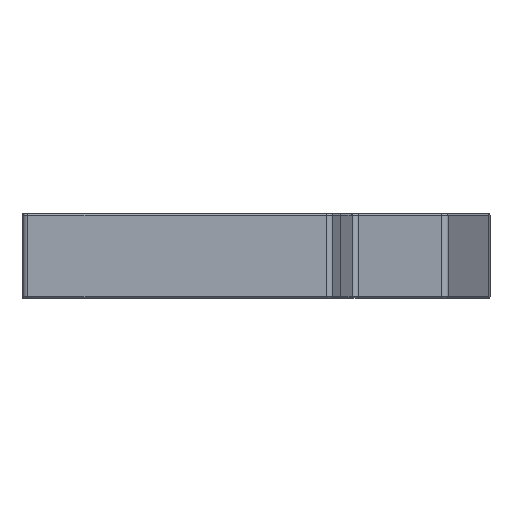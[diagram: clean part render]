
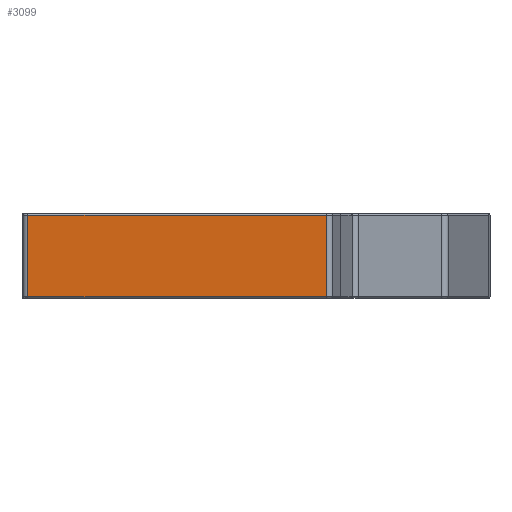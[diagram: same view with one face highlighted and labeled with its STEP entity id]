
A CAD part, left-side view. The second image highlights one B-rep face of the part: STEP entity #3099.
In plain terms, the highlighted planar face has unit normal (-0.998, 0.069, 0).
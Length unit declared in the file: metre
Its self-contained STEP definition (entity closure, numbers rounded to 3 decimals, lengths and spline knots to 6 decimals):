
#96=PLANE('',#3322);
#379=ORIENTED_EDGE('',*,*,#1338,.T.);
#380=ORIENTED_EDGE('',*,*,#1339,.T.);
#381=ORIENTED_EDGE('',*,*,#1340,.T.);
#382=ORIENTED_EDGE('',*,*,#1341,.T.);
#1338=EDGE_CURVE('',#1816,#1817,#2096,.F.);
#1339=EDGE_CURVE('',#1817,#1818,#2097,.T.);
#1340=EDGE_CURVE('',#1818,#1819,#2098,.T.);
#1341=EDGE_CURVE('',#1819,#1816,#2099,.F.);
#1816=VERTEX_POINT('',#4953);
#1817=VERTEX_POINT('',#4954);
#1818=VERTEX_POINT('',#4956);
#1819=VERTEX_POINT('',#4958);
#2096=LINE('',#4952,#2329);
#2097=LINE('',#4955,#2330);
#2098=LINE('',#4957,#2331);
#2099=LINE('',#4959,#2332);
#2329=VECTOR('',#3804,1.);
#2330=VECTOR('',#3805,1.);
#2331=VECTOR('',#3806,1.);
#2332=VECTOR('',#3807,1.);
#2550=EDGE_LOOP('',(#379,#380,#381,#382));
#2769=FACE_BOUND('',#2550,.T.);
#3099=ADVANCED_FACE('',(#2769),#96,.T.);
#3322=AXIS2_PLACEMENT_3D('',#4951,#3802,#3803);
#3802=DIRECTION('',(-0.998,0.069,0.));
#3803=DIRECTION('',(-0.069,-0.998,0.));
#3804=DIRECTION('',(0.,0.,1.));
#3805=DIRECTION('',(-0.069,-0.998,0.));
#3806=DIRECTION('',(0.,0.,1.));
#3807=DIRECTION('',(-0.069,-0.998,0.));
#4951=CARTESIAN_POINT('',(-0.10684,0.01415,-0.002));
#4952=CARTESIAN_POINT('',(-0.104989,0.040778,-0.002));
#4953=CARTESIAN_POINT('',(-0.104989,0.040778,0.01275));
#4954=CARTESIAN_POINT('',(-0.104989,0.040778,-0.00175));
#4955=CARTESIAN_POINT('',(-0.108692,-0.012481,-0.00175));
#4956=CARTESIAN_POINT('',(-0.108692,-0.012481,-0.00175));
#4957=CARTESIAN_POINT('',(-0.108692,-0.012481,-0.002));
#4958=CARTESIAN_POINT('',(-0.108692,-0.012481,0.01275));
#4959=CARTESIAN_POINT('',(-0.10684,0.01415,0.01275));
